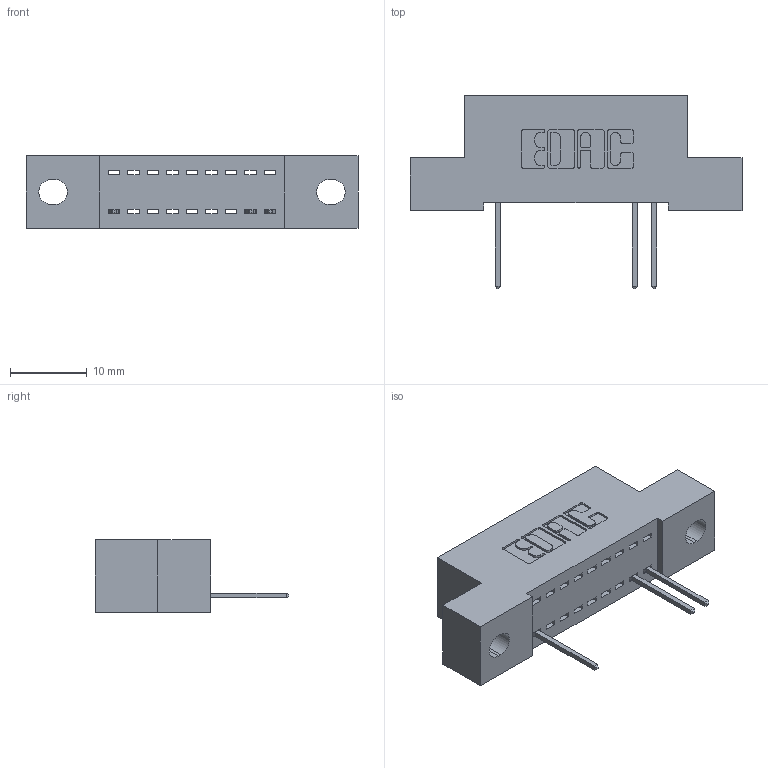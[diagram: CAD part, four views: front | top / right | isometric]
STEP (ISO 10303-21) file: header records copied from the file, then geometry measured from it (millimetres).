
FILE_DESCRIPTION (( 'STEP AP203' ), '1' );
FILE_NAME ('392-009-523-102.STEP', '2018-08-14T19:40:36', ( '' ), ( '' ), 'SwSTEP 2.0', 'SolidWorks 2016', '' );
FILE_SCHEMA (( 'CONFIG_CONTROL_DESIGN' ));
Length unit declared in the file: inch
Products named in the file (3): 342 Part_.128 Slot; 345-292-001_345-293-123; 392-009-523-102
Assembly tree (4 placements, depth 2):
  392-009-523-102
    342 Part_.128 Slot
    345-292-001_345-293-123  x3
Bounding box: 43.18 x 25.15 x 9.4 mm (x, y, z)
Volume: 3542.6 mm3; surface area: 3992.8 mm2
Topology: 4 solids, 4 shells, 360 faces, 1091 edges, 722 vertices
Faces by surface type: plane 268, cylinder 92
Entity records: 9599 total; most frequent: CARTESIAN_POINT 1695, ORIENTED_EDGE 1646, DIRECTION 1489, EDGE_CURVE 823, VECTOR 695, LINE 695, VERTEX_POINT 546, AXIS2_PLACEMENT_3D 397
